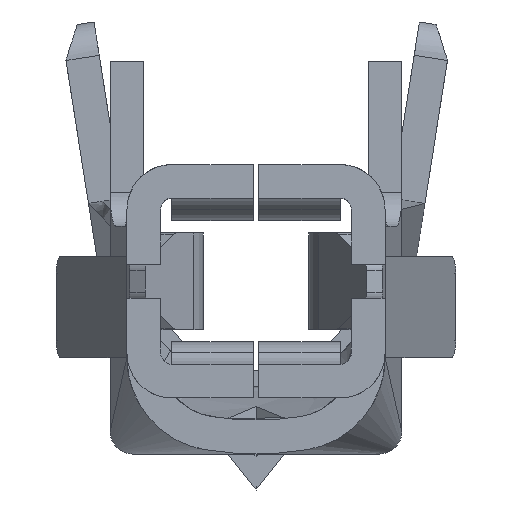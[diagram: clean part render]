
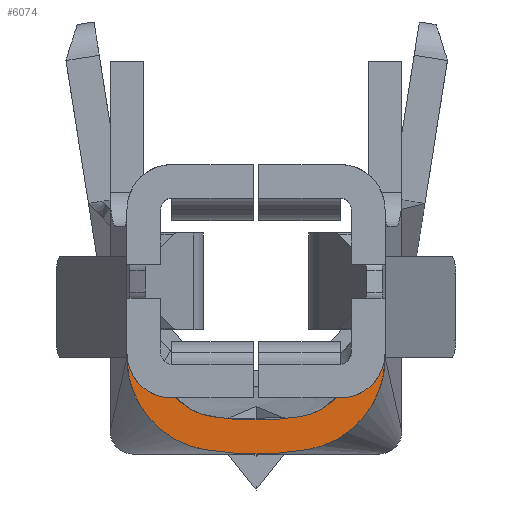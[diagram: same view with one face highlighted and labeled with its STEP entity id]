
A CAD part, front view. The second image highlights one B-rep face of the part: STEP entity #6074.
In plain terms, the highlighted planar face has unit normal (0, -1, 0).
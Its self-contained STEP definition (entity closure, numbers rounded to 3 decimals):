
#302=CIRCLE('',#6568,0.833);
#307=CIRCLE('',#6581,0.533);
#325=CIRCLE('',#6616,2.388);
#326=CIRCLE('',#6619,0.533);
#327=CIRCLE('',#6620,0.833);
#328=CIRCLE('',#6621,2.688);
#1717=ORIENTED_EDGE('',*,*,#2972,.F.);
#1718=ORIENTED_EDGE('',*,*,#3019,.F.);
#1719=ORIENTED_EDGE('',*,*,#3024,.F.);
#1720=ORIENTED_EDGE('',*,*,#3025,.F.);
#1721=ORIENTED_EDGE('',*,*,#2982,.T.);
#1722=ORIENTED_EDGE('',*,*,#3022,.F.);
#1723=ORIENTED_EDGE('',*,*,#3026,.T.);
#1724=ORIENTED_EDGE('',*,*,#3027,.T.);
#1725=ORIENTED_EDGE('',*,*,#2951,.T.);
#1726=ORIENTED_EDGE('',*,*,#2949,.T.);
#1727=ORIENTED_EDGE('',*,*,#2947,.T.);
#1728=ORIENTED_EDGE('',*,*,#2943,.F.);
#2943=EDGE_CURVE('',#3667,#3668,#4239,.T.);
#2947=EDGE_CURVE('',#3669,#3668,#4242,.T.);
#2949=EDGE_CURVE('',#3670,#3669,#4243,.T.);
#2951=EDGE_CURVE('',#3671,#3670,#302,.T.);
#2972=EDGE_CURVE('',#3678,#3667,#307,.T.);
#2982=EDGE_CURVE('',#3687,#3686,#4260,.T.);
#3019=EDGE_CURVE('',#3710,#3678,#325,.T.);
#3022=EDGE_CURVE('',#3711,#3686,#4282,.T.);
#3024=EDGE_CURVE('',#3712,#3710,#326,.T.);
#3025=EDGE_CURVE('',#3687,#3712,#4284,.T.);
#3026=EDGE_CURVE('',#3711,#3713,#327,.T.);
#3027=EDGE_CURVE('',#3713,#3671,#328,.T.);
#3667=VERTEX_POINT('',#9808);
#3668=VERTEX_POINT('',#9810);
#3669=VERTEX_POINT('',#9816);
#3670=VERTEX_POINT('',#9820);
#3671=VERTEX_POINT('',#9824);
#3678=VERTEX_POINT('',#9871);
#3686=VERTEX_POINT('',#9895);
#3687=VERTEX_POINT('',#9897);
#3710=VERTEX_POINT('',#9975);
#3711=VERTEX_POINT('',#9983);
#3712=VERTEX_POINT('',#9988);
#3713=VERTEX_POINT('',#9991);
#4239=LINE('',#9809,#4852);
#4242=LINE('',#9815,#4855);
#4243=LINE('',#9819,#4856);
#4260=LINE('',#9896,#4873);
#4282=LINE('',#9984,#4895);
#4284=LINE('',#9989,#4897);
#4852=VECTOR('',#7912,1000.);
#4855=VECTOR('',#7919,1000.);
#4856=VECTOR('',#7924,1000.);
#4873=VECTOR('',#7987,1000.);
#4895=VECTOR('',#8065,1000.);
#4897=VECTOR('',#8071,1000.);
#5251=EDGE_LOOP('',(#1717,#1718,#1719,#1720,#1721,#1722,#1723,#1724,#1725,
#1726,#1727,#1728));
#5573=FACE_BOUND('',#5251,.T.);
#5803=PLANE('',#6618);
#6074=ADVANCED_FACE('',(#5573),#5803,.T.);
#6568=AXIS2_PLACEMENT_3D('',#9823,#7928,#7929);
#6581=AXIS2_PLACEMENT_3D('',#9872,#7966,#7967);
#6616=AXIS2_PLACEMENT_3D('',#9976,#8060,#8061);
#6618=AXIS2_PLACEMENT_3D('',#9986,#8067,#8068);
#6619=AXIS2_PLACEMENT_3D('',#9987,#8069,#8070);
#6620=AXIS2_PLACEMENT_3D('',#9990,#8072,#8073);
#6621=AXIS2_PLACEMENT_3D('',#9992,#8074,#8075);
#7912=DIRECTION('',(0.,0.,1.));
#7919=DIRECTION('',(-1.,0.,0.));
#7924=DIRECTION('',(0.,0.,1.));
#7928=DIRECTION('',(0.,-1.,0.));
#7929=DIRECTION('',(0.,0.,-1.));
#7966=DIRECTION('',(0.,-1.,0.));
#7967=DIRECTION('',(0.,0.,-1.));
#7987=DIRECTION('',(-1.,0.,0.));
#8060=DIRECTION('',(0.,-1.,0.));
#8061=DIRECTION('',(0.,0.,-1.));
#8065=DIRECTION('',(0.,0.,1.));
#8067=DIRECTION('',(0.,-1.,0.));
#8068=DIRECTION('',(0.,0.,-1.));
#8069=DIRECTION('',(0.,-1.,0.));
#8070=DIRECTION('',(0.,0.,-1.));
#8071=DIRECTION('',(0.,0.,-1.));
#8072=DIRECTION('',(0.,-1.,0.));
#8073=DIRECTION('',(0.,0.,-1.));
#8074=DIRECTION('',(0.,-1.,0.));
#8075=DIRECTION('',(0.,0.,-1.));
#9808=CARTESIAN_POINT('',(0.85,-5.1,-0.66));
#9809=CARTESIAN_POINT('',(0.85,-5.1,-0.66));
#9810=CARTESIAN_POINT('',(0.85,-5.1,-0.4));
#9815=CARTESIAN_POINT('',(1.15,-5.1,-0.4));
#9816=CARTESIAN_POINT('',(1.15,-5.1,-0.4));
#9819=CARTESIAN_POINT('',(1.15,-5.1,-0.4));
#9820=CARTESIAN_POINT('',(1.15,-5.1,-0.66));
#9823=CARTESIAN_POINT('',(0.317,-5.1,-0.66));
#9824=CARTESIAN_POINT('',(0.46,-5.1,-1.48));
#9871=CARTESIAN_POINT('',(0.408,-5.1,-1.185));
#9872=CARTESIAN_POINT('',(0.317,-5.1,-0.66));
#9895=CARTESIAN_POINT('',(-1.15,-5.1,-0.4));
#9896=CARTESIAN_POINT('',(1.15,-5.1,-0.4));
#9897=CARTESIAN_POINT('',(-0.85,-5.1,-0.4));
#9975=CARTESIAN_POINT('',(-0.408,-5.1,-1.185));
#9976=CARTESIAN_POINT('',(0.,-5.1,1.168));
#9983=CARTESIAN_POINT('',(-1.15,-5.1,-0.66));
#9984=CARTESIAN_POINT('',(-1.15,-5.1,-0.4));
#9986=CARTESIAN_POINT('',(1.15,-5.1,-0.4));
#9987=CARTESIAN_POINT('',(-0.317,-5.1,-0.66));
#9988=CARTESIAN_POINT('',(-0.85,-5.1,-0.66));
#9989=CARTESIAN_POINT('',(-0.85,-5.1,0.66));
#9990=CARTESIAN_POINT('',(-0.317,-5.1,-0.66));
#9991=CARTESIAN_POINT('',(-0.46,-5.1,-1.48));
#9992=CARTESIAN_POINT('',(0.,-5.1,1.168));
